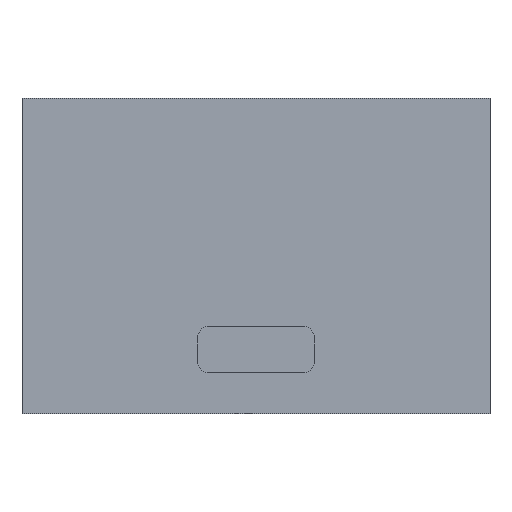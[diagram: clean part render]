
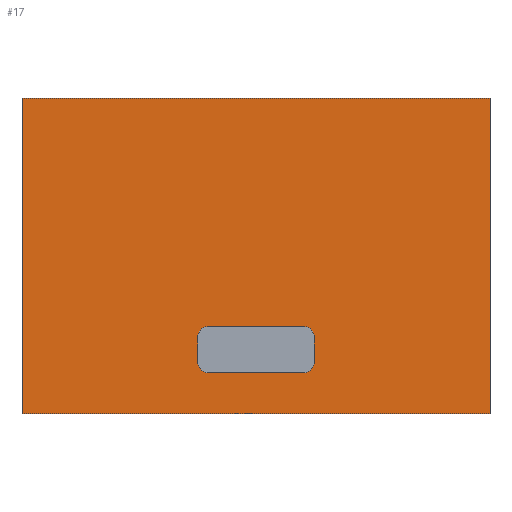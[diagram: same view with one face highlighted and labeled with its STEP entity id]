
A CAD part, front view. The second image highlights one B-rep face of the part: STEP entity #17.
In plain terms, the highlighted planar face has unit normal (0, -1, 0).
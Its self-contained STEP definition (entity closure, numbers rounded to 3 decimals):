
#17 = ADVANCED_FACE('',(#18,#52),#122,.F.);
#18 = FACE_BOUND('',#19,.F.);
#19 = EDGE_LOOP('',(#20,#30,#38,#46));
#20 = ORIENTED_EDGE('',*,*,#21,.T.);
#21 = EDGE_CURVE('',#22,#24,#26,.T.);
#22 = VERTEX_POINT('',#23);
#23 = CARTESIAN_POINT('',(-20.,-35.,0.));
#24 = VERTEX_POINT('',#25);
#25 = CARTESIAN_POINT('',(-20.,-35.,27.));
#26 = LINE('',#27,#28);
#27 = CARTESIAN_POINT('',(-20.,-35.,0.));
#28 = VECTOR('',#29,1.);
#29 = DIRECTION('',(0.,0.,1.));
#30 = ORIENTED_EDGE('',*,*,#31,.T.);
#31 = EDGE_CURVE('',#24,#32,#34,.T.);
#32 = VERTEX_POINT('',#33);
#33 = CARTESIAN_POINT('',(20.,-35.,27.));
#34 = LINE('',#35,#36);
#35 = CARTESIAN_POINT('',(-20.,-35.,27.));
#36 = VECTOR('',#37,1.);
#37 = DIRECTION('',(1.,0.,0.));
#38 = ORIENTED_EDGE('',*,*,#39,.F.);
#39 = EDGE_CURVE('',#40,#32,#42,.T.);
#40 = VERTEX_POINT('',#41);
#41 = CARTESIAN_POINT('',(20.,-35.,0.));
#42 = LINE('',#43,#44);
#43 = CARTESIAN_POINT('',(20.,-35.,0.));
#44 = VECTOR('',#45,1.);
#45 = DIRECTION('',(0.,0.,1.));
#46 = ORIENTED_EDGE('',*,*,#47,.F.);
#47 = EDGE_CURVE('',#22,#40,#48,.T.);
#48 = LINE('',#49,#50);
#49 = CARTESIAN_POINT('',(-20.,-35.,0.));
#50 = VECTOR('',#51,1.);
#51 = DIRECTION('',(1.,0.,0.));
#52 = FACE_BOUND('',#53,.F.);
#53 = EDGE_LOOP('',(#54,#65,#73,#82,#90,#99,#107,#116));
#54 = ORIENTED_EDGE('',*,*,#55,.T.);
#55 = EDGE_CURVE('',#56,#58,#60,.T.);
#56 = VERTEX_POINT('',#57);
#57 = CARTESIAN_POINT('',(-4.,-35.,7.5));
#58 = VERTEX_POINT('',#59);
#59 = CARTESIAN_POINT('',(-5.,-35.,6.5));
#60 = CIRCLE('',#61,1.);
#61 = AXIS2_PLACEMENT_3D('',#62,#63,#64);
#62 = CARTESIAN_POINT('',(-4.,-35.,6.5));
#63 = DIRECTION('',(0.,-1.,0.));
#64 = DIRECTION('',(1.,0.,0.));
#65 = ORIENTED_EDGE('',*,*,#66,.T.);
#66 = EDGE_CURVE('',#58,#67,#69,.T.);
#67 = VERTEX_POINT('',#68);
#68 = CARTESIAN_POINT('',(-5.,-35.,4.5));
#69 = LINE('',#70,#71);
#70 = CARTESIAN_POINT('',(-5.,-35.,6.5));
#71 = VECTOR('',#72,1.);
#72 = DIRECTION('',(0.,0.,-1.));
#73 = ORIENTED_EDGE('',*,*,#74,.T.);
#74 = EDGE_CURVE('',#67,#75,#77,.T.);
#75 = VERTEX_POINT('',#76);
#76 = CARTESIAN_POINT('',(-4.,-35.,3.5));
#77 = CIRCLE('',#78,1.);
#78 = AXIS2_PLACEMENT_3D('',#79,#80,#81);
#79 = CARTESIAN_POINT('',(-4.,-35.,4.5));
#80 = DIRECTION('',(0.,-1.,0.));
#81 = DIRECTION('',(1.,0.,0.));
#82 = ORIENTED_EDGE('',*,*,#83,.T.);
#83 = EDGE_CURVE('',#75,#84,#86,.T.);
#84 = VERTEX_POINT('',#85);
#85 = CARTESIAN_POINT('',(4.,-35.,3.5));
#86 = LINE('',#87,#88);
#87 = CARTESIAN_POINT('',(-4.,-35.,3.5));
#88 = VECTOR('',#89,1.);
#89 = DIRECTION('',(1.,0.,0.));
#90 = ORIENTED_EDGE('',*,*,#91,.T.);
#91 = EDGE_CURVE('',#84,#92,#94,.T.);
#92 = VERTEX_POINT('',#93);
#93 = CARTESIAN_POINT('',(5.,-35.,4.5));
#94 = CIRCLE('',#95,1.);
#95 = AXIS2_PLACEMENT_3D('',#96,#97,#98);
#96 = CARTESIAN_POINT('',(4.,-35.,4.5));
#97 = DIRECTION('',(0.,-1.,0.));
#98 = DIRECTION('',(1.,0.,0.));
#99 = ORIENTED_EDGE('',*,*,#100,.T.);
#100 = EDGE_CURVE('',#92,#101,#103,.T.);
#101 = VERTEX_POINT('',#102);
#102 = CARTESIAN_POINT('',(5.,-35.,6.5));
#103 = LINE('',#104,#105);
#104 = CARTESIAN_POINT('',(5.,-35.,4.5));
#105 = VECTOR('',#106,1.);
#106 = DIRECTION('',(0.,0.,1.));
#107 = ORIENTED_EDGE('',*,*,#108,.T.);
#108 = EDGE_CURVE('',#101,#109,#111,.T.);
#109 = VERTEX_POINT('',#110);
#110 = CARTESIAN_POINT('',(4.,-35.,7.5));
#111 = CIRCLE('',#112,1.);
#112 = AXIS2_PLACEMENT_3D('',#113,#114,#115);
#113 = CARTESIAN_POINT('',(4.,-35.,6.5));
#114 = DIRECTION('',(0.,-1.,0.));
#115 = DIRECTION('',(1.,0.,0.));
#116 = ORIENTED_EDGE('',*,*,#117,.T.);
#117 = EDGE_CURVE('',#109,#56,#118,.T.);
#118 = LINE('',#119,#120);
#119 = CARTESIAN_POINT('',(4.,-35.,7.5));
#120 = VECTOR('',#121,1.);
#121 = DIRECTION('',(-1.,0.,0.));
#122 = PLANE('',#123);
#123 = AXIS2_PLACEMENT_3D('',#124,#125,#126);
#124 = CARTESIAN_POINT('',(-20.,-35.,0.));
#125 = DIRECTION('',(0.,1.,0.));
#126 = DIRECTION('',(1.,0.,0.));
